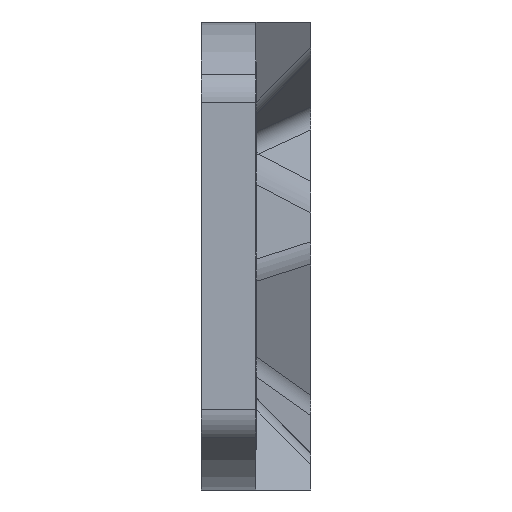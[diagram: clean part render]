
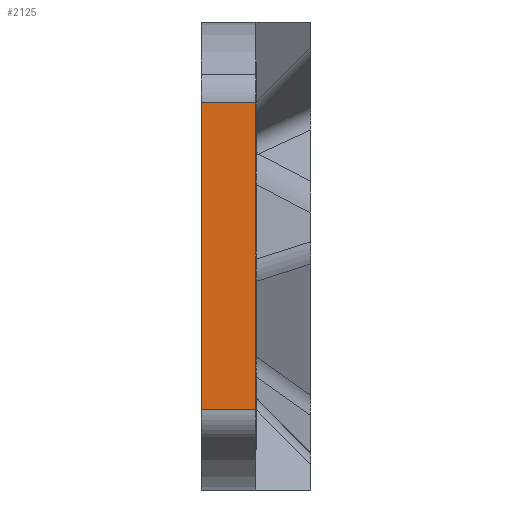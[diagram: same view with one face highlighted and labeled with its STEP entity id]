
A CAD part, left-side view. The second image highlights one B-rep face of the part: STEP entity #2125.
In plain terms, the highlighted planar face has unit normal (-1, 0, 0).
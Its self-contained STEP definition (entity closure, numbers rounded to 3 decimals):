
#166=PLANE('',#2326);
#248=FACE_OUTER_BOUND('',#378,.T.);
#378=EDGE_LOOP('',(#1678,#1679,#1680,#1681));
#484=LINE('',#3200,#699);
#548=LINE('',#3389,#763);
#581=LINE('',#3483,#796);
#583=LINE('',#3486,#798);
#699=VECTOR('',#2498,10.);
#763=VECTOR('',#2664,10.);
#796=VECTOR('',#2741,10.);
#798=VECTOR('',#2745,10.);
#941=VERTEX_POINT('',#3197);
#942=VERTEX_POINT('',#3199);
#1015=VERTEX_POINT('',#3386);
#1016=VERTEX_POINT('',#3388);
#1141=EDGE_CURVE('',#941,#942,#484,.T.);
#1237=EDGE_CURVE('',#1015,#1016,#548,.T.);
#1286=EDGE_CURVE('',#942,#1015,#581,.T.);
#1288=EDGE_CURVE('',#1016,#941,#583,.T.);
#1678=ORIENTED_EDGE('',*,*,#1286,.F.);
#1679=ORIENTED_EDGE('',*,*,#1141,.F.);
#1680=ORIENTED_EDGE('',*,*,#1288,.F.);
#1681=ORIENTED_EDGE('',*,*,#1237,.F.);
#2125=ADVANCED_FACE('',(#248),#166,.T.);
#2326=AXIS2_PLACEMENT_3D('',#3485,#2743,#2744);
#2498=DIRECTION('',(0.,0.,-1.));
#2664=DIRECTION('',(0.,0.,1.));
#2741=DIRECTION('',(0.,1.,0.));
#2743=DIRECTION('center_axis',(-1.,0.,0.));
#2744=DIRECTION('ref_axis',(0.,0.,-1.));
#2745=DIRECTION('',(0.,-1.,0.));
#3197=CARTESIAN_POINT('',(-138.082,-6.,14.038));
#3199=CARTESIAN_POINT('',(-138.082,-6.,-19.524));
#3200=CARTESIAN_POINT('',(-138.082,-6.,-21.334));
#3386=CARTESIAN_POINT('',(-138.082,0.,-19.524));
#3388=CARTESIAN_POINT('',(-138.082,0.,14.038));
#3389=CARTESIAN_POINT('',(-138.082,0.,-21.334));
#3483=CARTESIAN_POINT('',(-138.082,0.,-19.524));
#3485=CARTESIAN_POINT('Origin',(-138.082,0.,15.847));
#3486=CARTESIAN_POINT('',(-138.082,0.,14.038));
